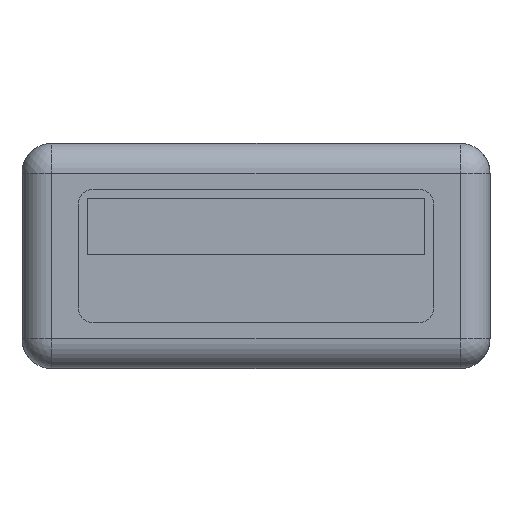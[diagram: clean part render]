
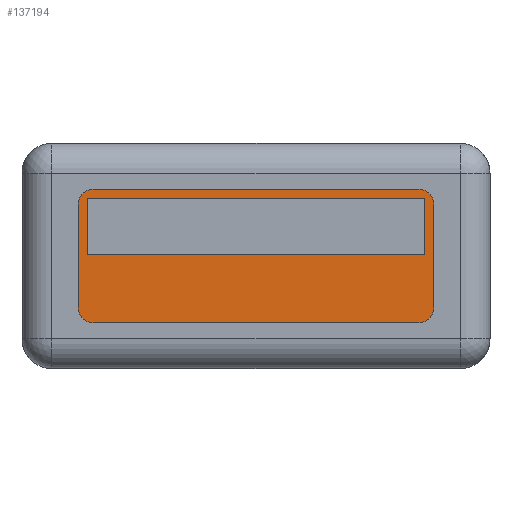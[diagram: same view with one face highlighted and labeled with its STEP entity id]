
A CAD part, front view. The second image highlights one B-rep face of the part: STEP entity #137194.
In plain terms, the highlighted face is planar.
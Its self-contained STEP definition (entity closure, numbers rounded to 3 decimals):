
#134515=DIRECTION('',(1.,0.,0.));
#134516=VECTOR('',#134515,11.4);
#134517=CARTESIAN_POINT('',(-5.7,12.,-1.95));
#134518=LINE('',#134517,#134516);
#134519=DIRECTION('',(0.,0.,-1.));
#134520=VECTOR('',#134519,1.9);
#134521=CARTESIAN_POINT('',(-5.7,12.,-0.05));
#134522=LINE('',#134521,#134520);
#134523=DIRECTION('',(-1.,0.,0.));
#134524=VECTOR('',#134523,11.4);
#134525=CARTESIAN_POINT('',(5.7,12.,-0.05));
#134526=LINE('',#134525,#134524);
#134527=DIRECTION('',(0.,0.,1.));
#134528=VECTOR('',#134527,1.9);
#134529=CARTESIAN_POINT('',(5.7,12.,-1.95));
#134530=LINE('',#134529,#134528);
#134531=CARTESIAN_POINT('',(-5.5,12.,1.75));
#134532=DIRECTION('',(0.,1.,0.));
#134533=DIRECTION('',(-1.,0.,0.));
#134534=AXIS2_PLACEMENT_3D('',#134531,#134532,#134533);
#134536=DIRECTION('',(0.,0.,1.));
#134537=VECTOR('',#134536,3.5);
#134538=CARTESIAN_POINT('',(-6.,12.,-1.75));
#134539=LINE('',#134538,#134537);
#134540=CARTESIAN_POINT('',(-5.5,12.,-1.75));
#134541=DIRECTION('',(0.,1.,0.));
#134542=DIRECTION('',(0.,0.,-1.));
#134543=AXIS2_PLACEMENT_3D('',#134540,#134541,#134542);
#134545=DIRECTION('',(-1.,0.,0.));
#134546=VECTOR('',#134545,11.);
#134547=CARTESIAN_POINT('',(5.5,12.,-2.25));
#134548=LINE('',#134547,#134546);
#134549=CARTESIAN_POINT('',(5.5,12.,-1.75));
#134550=DIRECTION('',(0.,1.,0.));
#134551=DIRECTION('',(1.,0.,0.));
#134552=AXIS2_PLACEMENT_3D('',#134549,#134550,#134551);
#134554=DIRECTION('',(0.,0.,-1.));
#134555=VECTOR('',#134554,3.5);
#134556=CARTESIAN_POINT('',(6.,12.,1.75));
#134557=LINE('',#134556,#134555);
#134558=CARTESIAN_POINT('',(5.5,12.,1.75));
#134559=DIRECTION('',(0.,1.,0.));
#134560=DIRECTION('',(0.,0.,1.));
#134561=AXIS2_PLACEMENT_3D('',#134558,#134559,#134560);
#134563=DIRECTION('',(1.,0.,0.));
#134564=VECTOR('',#134563,11.);
#134565=CARTESIAN_POINT('',(-5.5,12.,2.25));
#134566=LINE('',#134565,#134564);
#135324=CARTESIAN_POINT('',(-5.7,12.,-1.95));
#135325=CARTESIAN_POINT('',(5.7,12.,-1.95));
#135326=VERTEX_POINT('',#135324);
#135327=VERTEX_POINT('',#135325);
#135328=CARTESIAN_POINT('',(5.7,12.,-0.05));
#135329=VERTEX_POINT('',#135328);
#135330=CARTESIAN_POINT('',(-5.7,12.,-0.05));
#135331=VERTEX_POINT('',#135330);
#135340=CARTESIAN_POINT('',(-6.,12.,1.75));
#135342=VERTEX_POINT('',#135340);
#135344=CARTESIAN_POINT('',(-5.5,12.,2.25));
#135345=VERTEX_POINT('',#135344);
#135348=CARTESIAN_POINT('',(5.5,12.,2.25));
#135350=VERTEX_POINT('',#135348);
#135352=CARTESIAN_POINT('',(6.,12.,1.75));
#135353=VERTEX_POINT('',#135352);
#135356=CARTESIAN_POINT('',(6.,12.,-1.75));
#135358=VERTEX_POINT('',#135356);
#135360=CARTESIAN_POINT('',(5.5,12.,-2.25));
#135361=VERTEX_POINT('',#135360);
#135364=CARTESIAN_POINT('',(-5.5,12.,-2.25));
#135366=VERTEX_POINT('',#135364);
#135368=CARTESIAN_POINT('',(-6.,12.,-1.75));
#135369=VERTEX_POINT('',#135368);
#137165=CARTESIAN_POINT('',(0.,12.,-3.8));
#137166=DIRECTION('',(0.,1.,0.));
#137167=DIRECTION('',(1.,0.,0.));
#137168=AXIS2_PLACEMENT_3D('',#137165,#137166,#137167);
#137169=PLANE('',#137168);
#137171=ORIENTED_EDGE('',*,*,#137170,.F.);
#137173=ORIENTED_EDGE('',*,*,#137172,.F.);
#137175=ORIENTED_EDGE('',*,*,#137174,.F.);
#137177=ORIENTED_EDGE('',*,*,#137176,.F.);
#137179=ORIENTED_EDGE('',*,*,#137178,.F.);
#137181=ORIENTED_EDGE('',*,*,#137180,.F.);
#137183=ORIENTED_EDGE('',*,*,#137182,.F.);
#137185=ORIENTED_EDGE('',*,*,#137184,.F.);
#137186=EDGE_LOOP('',(#137171,#137173,#137175,#137177,#137179,#137181,#137183,
#137185));
#137187=FACE_OUTER_BOUND('',#137186,.F.);
#137188=ORIENTED_EDGE('',*,*,#137117,.F.);
#137189=ORIENTED_EDGE('',*,*,#137132,.F.);
#137190=ORIENTED_EDGE('',*,*,#137146,.F.);
#137191=ORIENTED_EDGE('',*,*,#137159,.F.);
#137192=EDGE_LOOP('',(#137188,#137189,#137190,#137191));
#137193=FACE_BOUND('',#137192,.F.);
#134535=CIRCLE('',#134534,0.5);
#134544=CIRCLE('',#134543,0.5);
#134553=CIRCLE('',#134552,0.5);
#134562=CIRCLE('',#134561,0.5);
#137117=EDGE_CURVE('',#135326,#135327,#134518,.T.);
#137132=EDGE_CURVE('',#135331,#135326,#134522,.T.);
#137146=EDGE_CURVE('',#135329,#135331,#134526,.T.);
#137159=EDGE_CURVE('',#135327,#135329,#134530,.T.);
#137170=EDGE_CURVE('',#135342,#135345,#134535,.T.);
#137172=EDGE_CURVE('',#135369,#135342,#134539,.T.);
#137174=EDGE_CURVE('',#135366,#135369,#134544,.T.);
#137176=EDGE_CURVE('',#135361,#135366,#134548,.T.);
#137178=EDGE_CURVE('',#135358,#135361,#134553,.T.);
#137180=EDGE_CURVE('',#135353,#135358,#134557,.T.);
#137182=EDGE_CURVE('',#135350,#135353,#134562,.T.);
#137184=EDGE_CURVE('',#135345,#135350,#134566,.T.);
#137194=ADVANCED_FACE('',(#137187,#137193),#137169,.T.);
